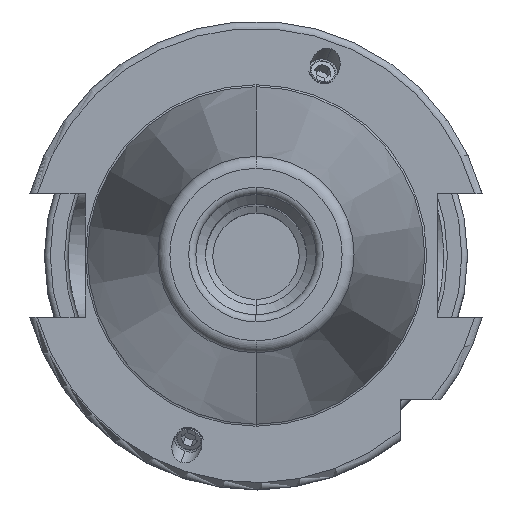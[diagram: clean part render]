
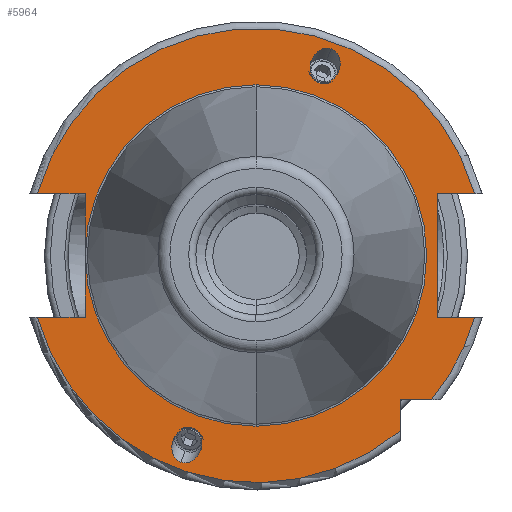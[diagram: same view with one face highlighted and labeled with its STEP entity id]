
A CAD part, top view. The second image highlights one B-rep face of the part: STEP entity #5964.
In plain terms, the highlighted planar face has unit normal (0, 0, 1).
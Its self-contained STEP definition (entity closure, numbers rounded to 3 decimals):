
#1081=CARTESIAN_POINT('',(0,0,15.9));
#1082=DIRECTION('',(0,0,-1));
#1083=DIRECTION('',(0,1,0));
#1084=AXIS2_PLACEMENT_3D('',#1081,#1082,#1083);
#1086=CARTESIAN_POINT('',(0,0,15.9));
#1087=DIRECTION('',(0,0,1));
#1088=DIRECTION('',(0,1,0));
#1089=AXIS2_PLACEMENT_3D('',#1086,#1087,#1088);
#1101=CARTESIAN_POINT('',(0,0,15.9));
#1102=DIRECTION('',(0,0,1));
#1103=DIRECTION('',(-1,0,0));
#1104=AXIS2_PLACEMENT_3D('',#1101,#1102,#1103);
#1106=DIRECTION('',(1,0,0));
#1107=VECTOR('',#1106,9.969);
#1108=CARTESIAN_POINT('',(-45.469,-12.85,15.9));
#1109=LINE('',#1108,#1107);
#1110=DIRECTION('',(0.,1,0));
#1111=VECTOR('',#1110,12.85);
#1112=CARTESIAN_POINT('',(-35.5,-12.85,15.9));
#1113=LINE('',#1112,#1111);
#1114=DIRECTION('',(0.,1,0));
#1115=VECTOR('',#1114,12.85);
#1116=CARTESIAN_POINT('',(-35.5,0,15.9));
#1117=LINE('',#1116,#1115);
#1118=DIRECTION('',(1,0,0));
#1119=VECTOR('',#1118,9.969);
#1120=CARTESIAN_POINT('',(-45.469,12.85,15.9));
#1121=LINE('',#1120,#1119);
#1122=DIRECTION('',(-1,0,0));
#1123=VECTOR('',#1122,7.769);
#1124=CARTESIAN_POINT('',(45.469,12.85,15.9));
#1125=LINE('',#1124,#1123);
#1126=DIRECTION('',(0,-1,0));
#1127=VECTOR('',#1126,25.7);
#1128=CARTESIAN_POINT('',(37.7,12.85,15.9));
#1129=LINE('',#1128,#1127);
#1130=DIRECTION('',(-1,0,0));
#1131=VECTOR('',#1130,7.769);
#1132=CARTESIAN_POINT('',(45.469,-12.85,15.9));
#1133=LINE('',#1132,#1131);
#1134=CARTESIAN_POINT('',(0,0,15.9));
#1135=DIRECTION('',(0,0,1));
#1136=DIRECTION('',(0.773,-0.635,0));
#1137=AXIS2_PLACEMENT_3D('',#1134,#1135,#1136);
#1139=DIRECTION('',(-1,0,0));
#1140=VECTOR('',#1139,6.504);
#1141=CARTESIAN_POINT('',(36.504,-30,15.9));
#1142=LINE('',#1141,#1140);
#1143=DIRECTION('',(0,1,0));
#1144=VECTOR('',#1143,6.504);
#1145=CARTESIAN_POINT('',(30,-36.504,15.9));
#1146=LINE('',#1145,#1144);
#1147=CARTESIAN_POINT('',(15.638,42.966,15.9));
#1148=CARTESIAN_POINT('',(15.301,43.089,15.9));
#1149=CARTESIAN_POINT('',(14.517,43.205,15.9));
#1150=CARTESIAN_POINT('',(13.205,42.774,15.9));
#1151=CARTESIAN_POINT('',(12.281,41.938,15.9));
#1152=CARTESIAN_POINT('',(11.759,41.131,15.9));
#1153=CARTESIAN_POINT('',(11.484,40.516,15.9));
#1154=CARTESIAN_POINT('',(11.299,39.867,15.9));
#1155=CARTESIAN_POINT('',(11.18,38.913,15.9));
#1156=CARTESIAN_POINT('',(11.35,37.679,15.9));
#1157=CARTESIAN_POINT('',(12.078,36.506,15.9));
#1158=CARTESIAN_POINT('',(12.754,36.091,15.9));
#1159=CARTESIAN_POINT('',(13.091,35.968,15.9));
#1161=CARTESIAN_POINT('',(13.091,35.968,15.9));
#1162=CARTESIAN_POINT('',(13.429,35.845,15.9));
#1163=CARTESIAN_POINT('',(14.213,35.729,15.9));
#1164=CARTESIAN_POINT('',(15.525,36.16,15.9));
#1165=CARTESIAN_POINT('',(16.448,36.996,15.9));
#1166=CARTESIAN_POINT('',(16.971,37.803,15.9));
#1167=CARTESIAN_POINT('',(17.246,38.418,15.9));
#1168=CARTESIAN_POINT('',(17.431,39.067,15.9));
#1169=CARTESIAN_POINT('',(17.549,40.021,15.9));
#1170=CARTESIAN_POINT('',(17.379,41.255,15.9));
#1171=CARTESIAN_POINT('',(16.651,42.428,15.9));
#1172=CARTESIAN_POINT('',(15.976,42.843,15.9));
#1173=CARTESIAN_POINT('',(15.638,42.966,15.9));
#1175=CARTESIAN_POINT('',(-15.638,-42.966,15.9));
#1176=CARTESIAN_POINT('',(-15.976,-42.843,15.9));
#1177=CARTESIAN_POINT('',(-16.651,-42.428,15.9));
#1178=CARTESIAN_POINT('',(-17.379,-41.255,15.9));
#1179=CARTESIAN_POINT('',(-17.549,-40.021,15.9));
#1180=CARTESIAN_POINT('',(-17.431,-39.067,15.9));
#1181=CARTESIAN_POINT('',(-17.246,-38.418,15.9));
#1182=CARTESIAN_POINT('',(-16.971,-37.803,15.9));
#1183=CARTESIAN_POINT('',(-16.448,-36.996,15.9));
#1184=CARTESIAN_POINT('',(-15.525,-36.16,15.9));
#1185=CARTESIAN_POINT('',(-14.213,-35.729,15.9));
#1186=CARTESIAN_POINT('',(-13.429,-35.845,15.9));
#1187=CARTESIAN_POINT('',(-13.091,-35.968,15.9));
#1189=CARTESIAN_POINT('',(-13.091,-35.968,15.9));
#1190=CARTESIAN_POINT('',(-12.754,-36.091,15.9));
#1191=CARTESIAN_POINT('',(-12.078,-36.506,15.9));
#1192=CARTESIAN_POINT('',(-11.35,-37.679,15.9));
#1193=CARTESIAN_POINT('',(-11.18,-38.913,15.9));
#1194=CARTESIAN_POINT('',(-11.299,-39.867,15.9));
#1195=CARTESIAN_POINT('',(-11.484,-40.516,15.9));
#1196=CARTESIAN_POINT('',(-11.759,-41.131,15.9));
#1197=CARTESIAN_POINT('',(-12.281,-41.938,15.9));
#1198=CARTESIAN_POINT('',(-13.205,-42.774,15.9));
#1199=CARTESIAN_POINT('',(-14.517,-43.205,15.9));
#1200=CARTESIAN_POINT('',(-15.301,-43.089,15.9));
#1201=CARTESIAN_POINT('',(-15.638,-42.966,15.9));
#3459=CARTESIAN_POINT('',(0,0,15.9));
#3460=DIRECTION('',(0,0,1));
#3461=DIRECTION('',(0.962,0.272,0));
#3462=AXIS2_PLACEMENT_3D('',#3459,#3460,#3461);
#3510=CARTESIAN_POINT('',(0,0,15.9));
#3511=DIRECTION('',(0,0,1));
#3512=DIRECTION('',(-0.962,-0.272,0));
#3513=AXIS2_PLACEMENT_3D('',#3510,#3511,#3512);
#3955=CARTESIAN_POINT('',(0,35.5,15.9));
#3957=VERTEX_POINT('',#3955);
#3977=CARTESIAN_POINT('',(0,-35.5,15.9));
#3979=VERTEX_POINT('',#3977);
#4103=CARTESIAN_POINT('',(-45.469,-12.85,15.9));
#4104=CARTESIAN_POINT('',(-35.5,-12.85,15.9));
#4105=VERTEX_POINT('',#4103);
#4106=VERTEX_POINT('',#4104);
#4107=CARTESIAN_POINT('',(-35.5,0,15.9));
#4108=VERTEX_POINT('',#4107);
#4109=CARTESIAN_POINT('',(-35.5,12.85,15.9));
#4110=VERTEX_POINT('',#4109);
#4111=CARTESIAN_POINT('',(-45.469,12.85,15.9));
#4112=VERTEX_POINT('',#4111);
#4113=CARTESIAN_POINT('',(37.7,12.85,15.9));
#4114=CARTESIAN_POINT('',(37.7,-12.85,15.9));
#4115=VERTEX_POINT('',#4113);
#4116=VERTEX_POINT('',#4114);
#4117=CARTESIAN_POINT('',(45.469,-12.85,15.9));
#4118=VERTEX_POINT('',#4117);
#4119=CARTESIAN_POINT('',(45.469,12.85,15.9));
#4120=VERTEX_POINT('',#4119);
#4121=CARTESIAN_POINT('',(30,-36.504,15.9));
#4122=CARTESIAN_POINT('',(30,-30,15.9));
#4123=VERTEX_POINT('',#4121);
#4124=VERTEX_POINT('',#4122);
#4125=CARTESIAN_POINT('',(36.504,-30,15.9));
#4126=VERTEX_POINT('',#4125);
#4177=VERTEX_POINT('',#1147);
#4178=VERTEX_POINT('',#1159);
#4218=CARTESIAN_POINT('',(-15.638,-42.966,15.9));
#4220=VERTEX_POINT('',#4218);
#4221=CARTESIAN_POINT('',(-13.091,-35.968,15.9));
#4222=VERTEX_POINT('',#4221);
#5918=CARTESIAN_POINT('',(0,0,15.9));
#5919=DIRECTION('',(0,0,-1));
#5920=DIRECTION('',(0,-1,0));
#5921=AXIS2_PLACEMENT_3D('',#5918,#5919,#5920);
#5922=PLANE('',#5921);
#5924=ORIENTED_EDGE('',*,*,#5923,.T.);
#5926=ORIENTED_EDGE('',*,*,#5925,.T.);
#5927=ORIENTED_EDGE('',*,*,#5913,.T.);
#5928=ORIENTED_EDGE('',*,*,#5895,.F.);
#5929=ORIENTED_EDGE('',*,*,#5908,.T.);
#5931=ORIENTED_EDGE('',*,*,#5930,.T.);
#5933=ORIENTED_EDGE('',*,*,#5932,.F.);
#5935=ORIENTED_EDGE('',*,*,#5934,.F.);
#5937=ORIENTED_EDGE('',*,*,#5936,.T.);
#5939=ORIENTED_EDGE('',*,*,#5938,.T.);
#5941=ORIENTED_EDGE('',*,*,#5940,.F.);
#5943=ORIENTED_EDGE('',*,*,#5942,.F.);
#5945=ORIENTED_EDGE('',*,*,#5944,.T.);
#5947=ORIENTED_EDGE('',*,*,#5946,.F.);
#5949=ORIENTED_EDGE('',*,*,#5948,.F.);
#5950=EDGE_LOOP('',(#5924,#5926,#5927,#5928,#5929,#5931,#5933,#5935,#5937,#5939,
#5941,#5943,#5945,#5947,#5949));
#5951=FACE_OUTER_BOUND('',#5950,.F.);
#5953=ORIENTED_EDGE('',*,*,#5952,.T.);
#5955=ORIENTED_EDGE('',*,*,#5954,.T.);
#5956=EDGE_LOOP('',(#5953,#5955));
#5957=FACE_BOUND('',#5956,.F.);
#5959=ORIENTED_EDGE('',*,*,#5958,.F.);
#5961=ORIENTED_EDGE('',*,*,#5960,.F.);
#5962=EDGE_LOOP('',(#5959,#5961));
#5963=FACE_BOUND('',#5962,.F.);
#5964=ADVANCED_FACE('',(#5951,#5957,#5963),#5922,.F.);
#1085=CIRCLE('',#1084,35.5);
#1090=CIRCLE('',#1089,35.5);
#1105=CIRCLE('',#1104,35.5);
#1138=CIRCLE('',#1137,47.25);
#1160=B_SPLINE_CURVE_WITH_KNOTS('',3,(#1147,#1148,#1149,#1150,#1151,#1152,#1153,
#1154,#1155,#1156,#1157,#1158,#1159),.UNSPECIFIED.,.F.,.F.,(4,1,1,1,1,1,1,1,1,1,
4),(0,0.125,0.25,0.375,0.438,0.5,0.563,0.625,0.75,0.875,
1.0),.UNSPECIFIED.);
#1174=B_SPLINE_CURVE_WITH_KNOTS('',3,(#1161,#1162,#1163,#1164,#1165,#1166,#1167,
#1168,#1169,#1170,#1171,#1172,#1173),.UNSPECIFIED.,.F.,.F.,(4,1,1,1,1,1,1,1,1,1,
4),(0,0.125,0.25,0.375,0.438,0.5,0.563,0.625,0.75,0.875,
1.0),.UNSPECIFIED.);
#1188=B_SPLINE_CURVE_WITH_KNOTS('',3,(#1175,#1176,#1177,#1178,#1179,#1180,#1181,
#1182,#1183,#1184,#1185,#1186,#1187),.UNSPECIFIED.,.F.,.F.,(4,1,1,1,1,1,1,1,1,1,
4),(0,0.125,0.25,0.375,0.438,0.5,0.563,0.625,0.75,0.875,
1.0),.UNSPECIFIED.);
#1202=B_SPLINE_CURVE_WITH_KNOTS('',3,(#1189,#1190,#1191,#1192,#1193,#1194,#1195,
#1196,#1197,#1198,#1199,#1200,#1201),.UNSPECIFIED.,.F.,.F.,(4,1,1,1,1,1,1,1,1,1,
4),(0,0.125,0.25,0.375,0.438,0.5,0.563,0.625,0.75,0.875,
1.0),.UNSPECIFIED.);
#3463=CIRCLE('',#3462,47.25);
#3514=CIRCLE('',#3513,47.25);
#5895=EDGE_CURVE('',#3957,#3979,#1085,.T.);
#5908=EDGE_CURVE('',#3957,#4108,#1090,.T.);
#5913=EDGE_CURVE('',#4108,#3979,#1105,.T.);
#5923=EDGE_CURVE('',#4105,#4106,#1109,.T.);
#5925=EDGE_CURVE('',#4106,#4108,#1113,.T.);
#5930=EDGE_CURVE('',#4108,#4110,#1117,.T.);
#5932=EDGE_CURVE('',#4112,#4110,#1121,.T.);
#5934=EDGE_CURVE('',#4120,#4112,#3463,.T.);
#5936=EDGE_CURVE('',#4120,#4115,#1125,.T.);
#5938=EDGE_CURVE('',#4115,#4116,#1129,.T.);
#5940=EDGE_CURVE('',#4118,#4116,#1133,.T.);
#5942=EDGE_CURVE('',#4126,#4118,#1138,.T.);
#5944=EDGE_CURVE('',#4126,#4124,#1142,.T.);
#5946=EDGE_CURVE('',#4123,#4124,#1146,.T.);
#5948=EDGE_CURVE('',#4105,#4123,#3514,.T.);
#5952=EDGE_CURVE('',#4177,#4178,#1160,.T.);
#5954=EDGE_CURVE('',#4178,#4177,#1174,.T.);
#5958=EDGE_CURVE('',#4220,#4222,#1188,.T.);
#5960=EDGE_CURVE('',#4222,#4220,#1202,.T.);
